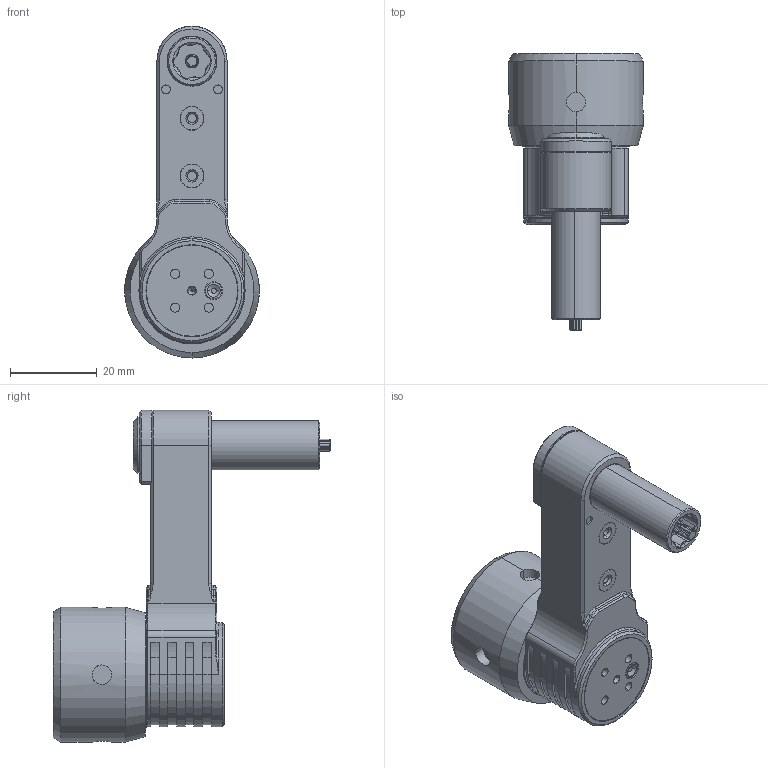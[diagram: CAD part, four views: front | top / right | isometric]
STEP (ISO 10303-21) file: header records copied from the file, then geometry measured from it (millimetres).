
FILE_DESCRIPTION((''),'2;1');
FILE_NAME('3513000296_SW0001','2023-12-26T13:15:51',('INEdipo'),(''),'CREO PARAMETRIC BY PTC INC, 2022414','CREO PARAMETRIC BY PTC INC, 2022414','');
FILE_SCHEMA(('AP242_MANAGED_MODEL_BASED_3D_ENGINEERING_MIM_LF { 1 0 10303 442 1 1 4 }'));
Length unit declared in the file: inch
Products named in the file (1): 3513000296_SW0001
Bounding box: 31 x 63.9 x 76.48 mm (x, y, z)
Volume: 38333.6 mm3; surface area: 9924.1 mm2
Topology: 1 solids, 1 shells, 554 faces, 1425 edges, 907 vertices
Faces by surface type: cylinder 213, plane 134, cone 111, torus 39, extrusion 39, bspline 18
Entity records: 25360 total; most frequent: CARTESIAN_POINT 7934, ORIENTED_EDGE 2850, DIRECTION 2740, EDGE_CURVE 1425, AXIS2_PLACEMENT_3D 1060, VERTEX_POINT 907, VECTOR 620, PRESENTATION_STYLE_ASSIGNMENT 593
